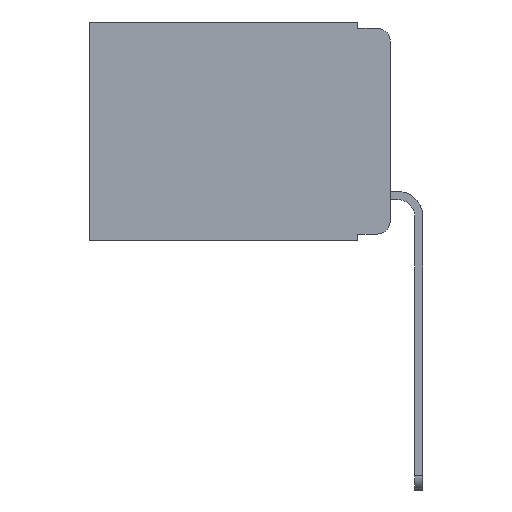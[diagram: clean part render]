
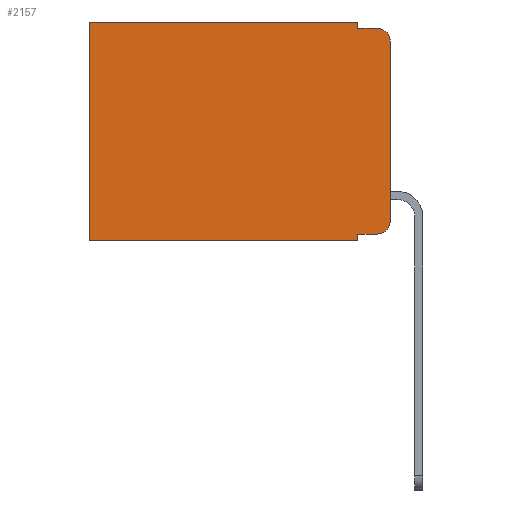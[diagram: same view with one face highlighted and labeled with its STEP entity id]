
A CAD part, left-side view. The second image highlights one B-rep face of the part: STEP entity #2157.
In plain terms, the highlighted planar face has unit normal (-1, 0, 0).
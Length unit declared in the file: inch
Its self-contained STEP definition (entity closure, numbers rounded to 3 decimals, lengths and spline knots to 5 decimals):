
#49 = VECTOR ( 'NONE', #3964, 39.37008 ) ;
#485 = LINE ( 'NONE', #3013, #49 ) ;
#955 = CIRCLE ( 'NONE', #11381, 0.02 ) ;
#1014 = VERTEX_POINT ( 'NONE', #4242 ) ;
#1261 = EDGE_CURVE ( 'NONE', #11878, #8960, #955, .T. ) ;
#1993 = ORIENTED_EDGE ( 'NONE', *, *, #5428, .T. ) ;
#1994 = DIRECTION ( 'NONE',  ( 0., -1., 0. ) ) ;
#2128 = CARTESIAN_POINT ( 'NONE',  ( 0.298, 0., -0.313 ) ) ;
#2157 = ADVANCED_FACE ( 'NONE', ( #10241 ), #9779, .F. ) ;
#2867 = CARTESIAN_POINT ( 'NONE',  ( 0.298, 0.02, -0.333 ) ) ;
#2940 = LINE ( 'NONE', #5419, #6243 ) ;
#2943 = EDGE_CURVE ( 'NONE', #5436, #11878, #485, .T. ) ;
#3013 = CARTESIAN_POINT ( 'NONE',  ( 0.298, 0.051, -0.333 ) ) ;
#3096 = EDGE_CURVE ( 'NONE', #9745, #13183, #5600, .T. ) ;
#3555 = DIRECTION ( 'NONE',  ( 0., 1., 0. ) ) ;
#3559 = ORIENTED_EDGE ( 'NONE', *, *, #4615, .F. ) ;
#3741 = ORIENTED_EDGE ( 'NONE', *, *, #11212, .F. ) ;
#3964 = DIRECTION ( 'NONE',  ( 0., -1., 0. ) ) ;
#3987 = LINE ( 'NONE', #7069, #13457 ) ;
#4242 = CARTESIAN_POINT ( 'NONE',  ( 0.298, 0.473, -0.343 ) ) ;
#4349 = DIRECTION ( 'NONE',  ( -1., 0., 0. ) ) ;
#4615 = EDGE_CURVE ( 'NONE', #5436, #4628, #3987, .T. ) ;
#4628 = VERTEX_POINT ( 'NONE', #9518 ) ;
#5047 = EDGE_CURVE ( 'NONE', #10090, #5724, #13154, .T. ) ;
#5237 = VERTEX_POINT ( 'NONE', #14829 ) ;
#5364 = DIRECTION ( 'NONE',  ( 0., 1., 0. ) ) ;
#5419 = CARTESIAN_POINT ( 'NONE',  ( 0.298, 0., -0.343 ) ) ;
#5428 = EDGE_CURVE ( 'NONE', #13183, #1014, #15767, .T. ) ;
#5436 = VERTEX_POINT ( 'NONE', #9229 ) ;
#5600 = LINE ( 'NONE', #14755, #11371 ) ;
#5724 = VERTEX_POINT ( 'NONE', #11124 ) ;
#5816 = DIRECTION ( 'NONE',  ( 0., 0., -1. ) ) ;
#5908 = CARTESIAN_POINT ( 'NONE',  ( 0.298, 0.473, 0. ) ) ;
#6067 = DIRECTION ( 'NONE',  ( 0., 0., -1. ) ) ;
#6151 = AXIS2_PLACEMENT_3D ( 'NONE', #7117, #4349, #6414 ) ;
#6168 = ORIENTED_EDGE ( 'NONE', *, *, #9894, .F. ) ;
#6243 = VECTOR ( 'NONE', #5364, 39.37008 ) ;
#6409 = CARTESIAN_POINT ( 'NONE',  ( 0.298, 0., 0. ) ) ;
#6414 = DIRECTION ( 'NONE',  ( 0., 0., -1. ) ) ;
#6674 = ORIENTED_EDGE ( 'NONE', *, *, #5047, .T. ) ;
#6710 = EDGE_CURVE ( 'NONE', #10090, #8960, #15170, .T. ) ;
#6822 = LINE ( 'NONE', #11888, #12984 ) ;
#7069 = CARTESIAN_POINT ( 'NONE',  ( 0.298, 0.051, 0. ) ) ;
#7117 = CARTESIAN_POINT ( 'NONE',  ( 0.298, 0.02, -0.03 ) ) ;
#7170 = DIRECTION ( 'NONE',  ( 0., 0., -1. ) ) ;
#7479 = AXIS2_PLACEMENT_3D ( 'NONE', #6409, #15044, #14988 ) ;
#7535 = DIRECTION ( 'NONE',  ( 0., 0., -1. ) ) ;
#7598 = CARTESIAN_POINT ( 'NONE',  ( 0.298, 0.051, 0. ) ) ;
#7694 = DIRECTION ( 'NONE',  ( -1., 0., 0. ) ) ;
#8745 = DIRECTION ( 'NONE',  ( 0., 0., -1. ) ) ;
#8939 = CARTESIAN_POINT ( 'NONE',  ( 0.298, 0.473, 0. ) ) ;
#8960 = VERTEX_POINT ( 'NONE', #2128 ) ;
#9229 = CARTESIAN_POINT ( 'NONE',  ( 0.298, 0.051, -0.333 ) ) ;
#9518 = CARTESIAN_POINT ( 'NONE',  ( 0.298, 0.051, -0.343 ) ) ;
#9745 = VERTEX_POINT ( 'NONE', #7598 ) ;
#9779 = PLANE ( 'NONE',  #7479 ) ;
#9894 = EDGE_CURVE ( 'NONE', #4628, #1014, #2940, .T. ) ;
#10090 = VERTEX_POINT ( 'NONE', #12035 ) ;
#10241 = FACE_OUTER_BOUND ( 'NONE', #12147, .T. ) ;
#11107 = ORIENTED_EDGE ( 'NONE', *, *, #2943, .T. ) ;
#11124 = CARTESIAN_POINT ( 'NONE',  ( 0.298, 0.02, -0.01 ) ) ;
#11212 = EDGE_CURVE ( 'NONE', #9745, #5237, #14753, .T. ) ;
#11371 = VECTOR ( 'NONE', #3555, 39.37008 ) ;
#11381 = AXIS2_PLACEMENT_3D ( 'NONE', #15840, #7694, #6067 ) ;
#11386 = VECTOR ( 'NONE', #5816, 39.37008 ) ;
#11536 = CARTESIAN_POINT ( 'NONE',  ( 0.298, 0., 0. ) ) ;
#11878 = VERTEX_POINT ( 'NONE', #2867 ) ;
#11883 = VECTOR ( 'NONE', #7170, 39.37008 ) ;
#11888 = CARTESIAN_POINT ( 'NONE',  ( 0.298, 0.051, -0.01 ) ) ;
#11917 = VECTOR ( 'NONE', #8745, 39.37008 ) ;
#12035 = CARTESIAN_POINT ( 'NONE',  ( 0.298, 0., -0.03 ) ) ;
#12147 = EDGE_LOOP ( 'NONE', ( #12433, #6674, #14807, #3741, #15186, #1993, #6168, #3559, #11107, #12459 ) ) ;
#12433 = ORIENTED_EDGE ( 'NONE', *, *, #6710, .F. ) ;
#12459 = ORIENTED_EDGE ( 'NONE', *, *, #1261, .T. ) ;
#12984 = VECTOR ( 'NONE', #1994, 39.37008 ) ;
#13104 = EDGE_CURVE ( 'NONE', #5237, #5724, #6822, .T. ) ;
#13154 = CIRCLE ( 'NONE', #6151, 0.02 ) ;
#13183 = VERTEX_POINT ( 'NONE', #5908 ) ;
#13457 = VECTOR ( 'NONE', #7535, 39.37008 ) ;
#14753 = LINE ( 'NONE', #15769, #11883 ) ;
#14755 = CARTESIAN_POINT ( 'NONE',  ( 0.298, 0., 0. ) ) ;
#14807 = ORIENTED_EDGE ( 'NONE', *, *, #13104, .F. ) ;
#14829 = CARTESIAN_POINT ( 'NONE',  ( 0.298, 0.051, -0.01 ) ) ;
#14988 = DIRECTION ( 'NONE',  ( 0., 0., -1. ) ) ;
#15044 = DIRECTION ( 'NONE',  ( 1., 0., 0. ) ) ;
#15170 = LINE ( 'NONE', #11536, #11917 ) ;
#15186 = ORIENTED_EDGE ( 'NONE', *, *, #3096, .T. ) ;
#15767 = LINE ( 'NONE', #8939, #11386 ) ;
#15769 = CARTESIAN_POINT ( 'NONE',  ( 0.298, 0.051, 0. ) ) ;
#15840 = CARTESIAN_POINT ( 'NONE',  ( 0.298, 0.02, -0.313 ) ) ;
